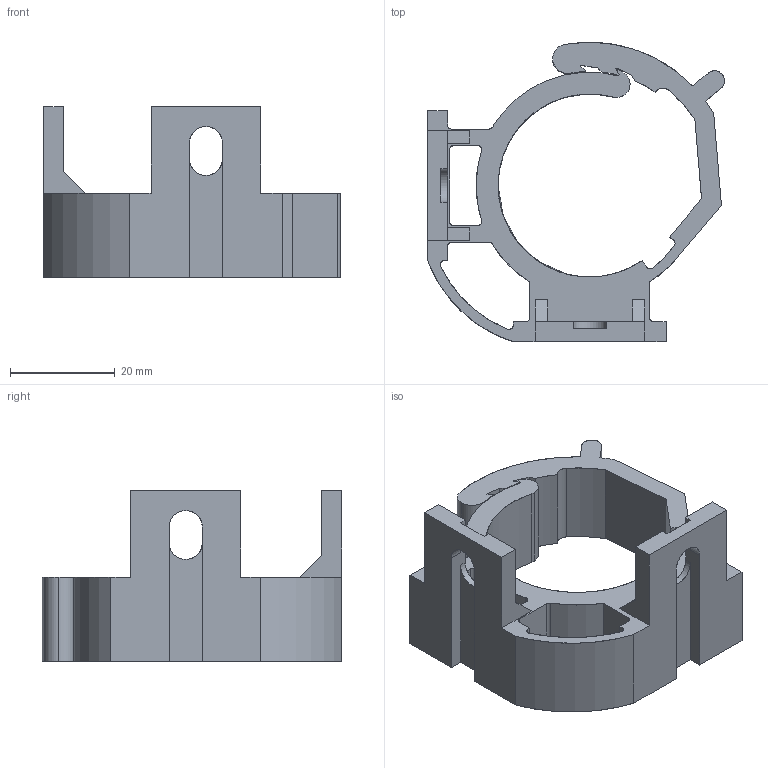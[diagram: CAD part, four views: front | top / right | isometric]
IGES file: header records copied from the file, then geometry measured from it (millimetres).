
Start section: SolidWorks IGES file using analytic representation for surfaces
Global section: file name: Snap-N-Rod 35-38-HS.IGS; native system: SolidWorks 2013; preprocessor: SolidWorks 2013; author: Russ; date: 150709.143946; units: inch
Bounding box: 56.68 x 57.16 x 32.58 mm (x, y, z)
Surface area: 11809.7 mm2 (no closed solid volume)
Topology: 0 solids, 0 shells, 113 faces, 1156 edges, 1156 vertices
Faces by surface type: bspline 69, revolution 44
